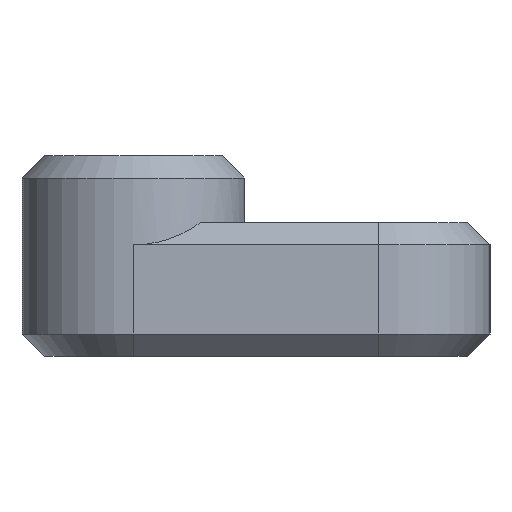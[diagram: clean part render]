
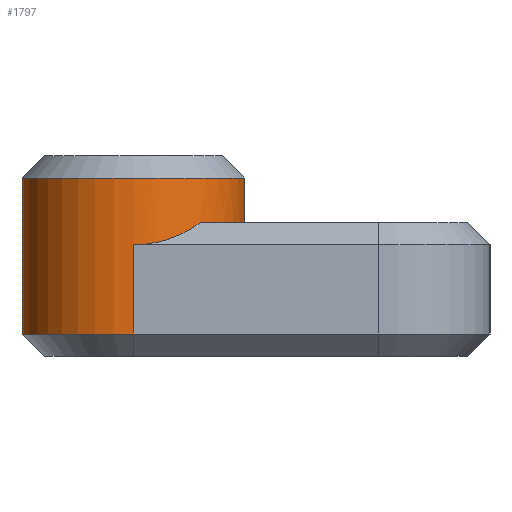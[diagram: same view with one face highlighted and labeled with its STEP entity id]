
A CAD part, left-side view. The second image highlights one B-rep face of the part: STEP entity #1797.
In plain terms, the highlighted cylindrical face has radius 5 mm (diameter 10 mm), a partial arc.
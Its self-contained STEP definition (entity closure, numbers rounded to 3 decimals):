
#15=ELLIPSE('',#1952,7.071,5.);
#29=CYLINDRICAL_SURFACE('',#1990,5.);
#173=FACE_OUTER_BOUND('',#292,.T.);
#292=EDGE_LOOP('',(#1486,#1487,#1488,#1489,#1490,#1491,#1492));
#409=LINE('',#2870,#589);
#431=LINE('',#2923,#611);
#446=LINE('',#2952,#626);
#589=VECTOR('',#2305,10.);
#611=VECTOR('',#2361,10.);
#626=VECTOR('',#2402,10.);
#731=CIRCLE('',#1898,5.);
#775=CIRCLE('',#1973,5.);
#777=CIRCLE('',#1982,5.);
#821=VERTEX_POINT('',#2698);
#822=VERTEX_POINT('',#2700);
#880=VERTEX_POINT('',#2845);
#887=VERTEX_POINT('',#2869);
#897=VERTEX_POINT('',#2903);
#899=VERTEX_POINT('',#2911);
#902=VERTEX_POINT('',#2937);
#985=EDGE_CURVE('',#821,#822,#731,.T.);
#1057=EDGE_CURVE('',#822,#880,#15,.F.);
#1069=EDGE_CURVE('',#887,#880,#409,.T.);
#1092=EDGE_CURVE('',#899,#897,#775,.T.);
#1096=EDGE_CURVE('',#821,#897,#431,.T.);
#1105=EDGE_CURVE('',#887,#902,#777,.T.);
#1112=EDGE_CURVE('',#902,#899,#446,.T.);
#1486=ORIENTED_EDGE('',*,*,#1092,.F.);
#1487=ORIENTED_EDGE('',*,*,#1112,.F.);
#1488=ORIENTED_EDGE('',*,*,#1105,.F.);
#1489=ORIENTED_EDGE('',*,*,#1069,.T.);
#1490=ORIENTED_EDGE('',*,*,#1057,.F.);
#1491=ORIENTED_EDGE('',*,*,#985,.F.);
#1492=ORIENTED_EDGE('',*,*,#1096,.T.);
#1797=ADVANCED_FACE('',(#173),#29,.T.);
#1898=AXIS2_PLACEMENT_3D('',#2701,#2139,#2140);
#1952=AXIS2_PLACEMENT_3D('',#2846,#2280,#2281);
#1973=AXIS2_PLACEMENT_3D('',#2915,#2351,#2352);
#1982=AXIS2_PLACEMENT_3D('',#2938,#2380,#2381);
#1990=AXIS2_PLACEMENT_3D('',#2953,#2403,#2404);
#2139=DIRECTION('center_axis',(0.,0.,-1.));
#2140=DIRECTION('ref_axis',(-1.,0.,0.));
#2280=DIRECTION('center_axis',(-0.707,0.,
0.707));
#2281=DIRECTION('ref_axis',(0.707,0.,0.707));
#2305=DIRECTION('',(0.,0.,1.));
#2351=DIRECTION('center_axis',(0.,0.,1.));
#2352=DIRECTION('ref_axis',(-1.,0.,0.));
#2361=DIRECTION('',(0.,0.,1.));
#2380=DIRECTION('center_axis',(0.,0.,-1.));
#2381=DIRECTION('ref_axis',(-1.,0.,0.));
#2402=DIRECTION('',(0.,0.,1.));
#2403=DIRECTION('center_axis',(0.,0.,1.));
#2404=DIRECTION('ref_axis',(-1.,0.,0.));
#2698=CARTESIAN_POINT('',(0.,6.,6.));
#2700=CARTESIAN_POINT('',(-4.,8.,6.));
#2701=CARTESIAN_POINT('Origin',(0.,11.,6.));
#2845=CARTESIAN_POINT('',(-5.,11.,5.));
#2846=CARTESIAN_POINT('Origin',(0.,11.,10.));
#2869=CARTESIAN_POINT('',(-5.,11.,1.));
#2870=CARTESIAN_POINT('',(-5.,11.,0.));
#2903=CARTESIAN_POINT('',(0.,6.,8.));
#2911=CARTESIAN_POINT('',(0.,16.,8.));
#2915=CARTESIAN_POINT('Origin',(0.,11.,8.));
#2923=CARTESIAN_POINT('',(0.,6.,6.));
#2937=CARTESIAN_POINT('',(0.,16.,1.));
#2938=CARTESIAN_POINT('Origin',(0.,11.,1.));
#2952=CARTESIAN_POINT('',(0.,16.,0.));
#2953=CARTESIAN_POINT('Origin',(0.,11.,0.));
